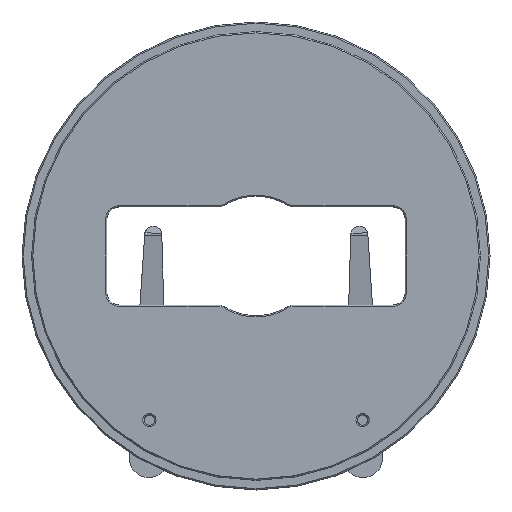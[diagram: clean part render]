
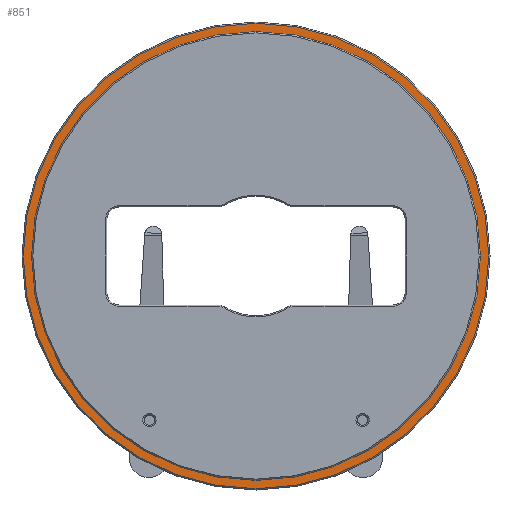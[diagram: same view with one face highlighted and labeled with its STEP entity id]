
A CAD part, front view. The second image highlights one B-rep face of the part: STEP entity #851.
In plain terms, the highlighted planar face has unit normal (0, -1, 0).
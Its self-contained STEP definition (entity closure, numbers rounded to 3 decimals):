
#143 = VERTEX_POINT ( 'NONE', #7622 ) ;
#252 = FACE_BOUND ( 'NONE', #1414, .T. ) ;
#578 = VERTEX_POINT ( 'NONE', #2383 ) ;
#711 = ORIENTED_EDGE ( 'NONE', *, *, #6536, .F. ) ;
#755 = CIRCLE ( 'NONE', #5157, 52.65 ) ;
#851 = ADVANCED_FACE ( 'NONE', ( #5658, #252 ), #2660, .T. ) ;
#882 = CARTESIAN_POINT ( 'NONE',  ( 0., 0., 54.6 ) ) ;
#1093 = DIRECTION ( 'NONE',  ( 0., 0., -1. ) ) ;
#1287 = DIRECTION ( 'NONE',  ( 0., 0., -1. ) ) ;
#1391 = ORIENTED_EDGE ( 'NONE', *, *, #1640, .T. ) ;
#1414 = EDGE_LOOP ( 'NONE', ( #4827, #711 ) ) ;
#1496 = AXIS2_PLACEMENT_3D ( 'NONE', #7533, #4512, #7155 ) ;
#1640 = EDGE_CURVE ( 'NONE', #7774, #143, #6873, .T. ) ;
#1925 = DIRECTION ( 'NONE',  ( 0., -1., 0. ) ) ;
#1971 = CARTESIAN_POINT ( 'NONE',  ( 0., 0., 0. ) ) ;
#2071 = DIRECTION ( 'NONE',  ( 0., -1., 0. ) ) ;
#2383 = CARTESIAN_POINT ( 'NONE',  ( 0., 0., -52.65 ) ) ;
#2660 = PLANE ( 'NONE',  #3706 ) ;
#2997 = CARTESIAN_POINT ( 'NONE',  ( 0., 0., 0. ) ) ;
#3155 = CARTESIAN_POINT ( 'NONE',  ( 0., 0., 52.65 ) ) ;
#3385 = EDGE_LOOP ( 'NONE', ( #1391, #7384 ) ) ;
#3575 = DIRECTION ( 'NONE',  ( 0., -1., 0. ) ) ;
#3580 = VERTEX_POINT ( 'NONE', #3155 ) ;
#3598 = AXIS2_PLACEMENT_3D ( 'NONE', #2997, #4171, #4924 ) ;
#3659 = EDGE_CURVE ( 'NONE', #143, #7774, #7410, .T. ) ;
#3706 = AXIS2_PLACEMENT_3D ( 'NONE', #7486, #2071, #1093 ) ;
#4171 = DIRECTION ( 'NONE',  ( 0., -1., 0. ) ) ;
#4512 = DIRECTION ( 'NONE',  ( 0., -1., 0. ) ) ;
#4813 = EDGE_CURVE ( 'NONE', #578, #3580, #755, .T. ) ;
#4827 = ORIENTED_EDGE ( 'NONE', *, *, #4813, .F. ) ;
#4924 = DIRECTION ( 'NONE',  ( 0., 0., -1. ) ) ;
#5157 = AXIS2_PLACEMENT_3D ( 'NONE', #1971, #1925, #1287 ) ;
#5265 = CIRCLE ( 'NONE', #1496, 52.65 ) ;
#5312 = DIRECTION ( 'NONE',  ( 0., 0., -1. ) ) ;
#5337 = AXIS2_PLACEMENT_3D ( 'NONE', #7810, #3575, #5312 ) ;
#5658 = FACE_OUTER_BOUND ( 'NONE', #3385, .T. ) ;
#6536 = EDGE_CURVE ( 'NONE', #3580, #578, #5265, .T. ) ;
#6873 = CIRCLE ( 'NONE', #5337, 54.6 ) ;
#7155 = DIRECTION ( 'NONE',  ( 0., 0., -1. ) ) ;
#7384 = ORIENTED_EDGE ( 'NONE', *, *, #3659, .T. ) ;
#7410 = CIRCLE ( 'NONE', #3598, 54.6 ) ;
#7486 = CARTESIAN_POINT ( 'NONE',  ( 0., 0., 0. ) ) ;
#7533 = CARTESIAN_POINT ( 'NONE',  ( 0., 0., 0. ) ) ;
#7622 = CARTESIAN_POINT ( 'NONE',  ( 0., 0., -54.6 ) ) ;
#7774 = VERTEX_POINT ( 'NONE', #882 ) ;
#7810 = CARTESIAN_POINT ( 'NONE',  ( 0., 0., 0. ) ) ;
